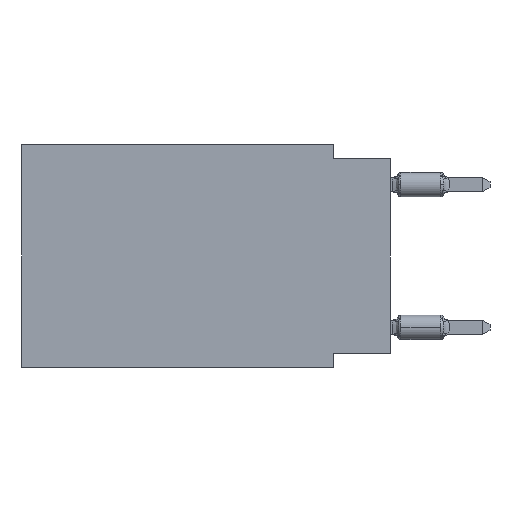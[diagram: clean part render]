
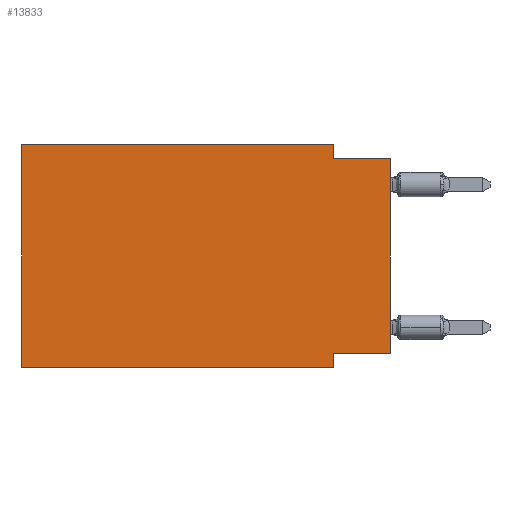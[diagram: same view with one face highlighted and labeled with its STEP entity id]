
A CAD part, left-side view. The second image highlights one B-rep face of the part: STEP entity #13833.
In plain terms, the highlighted planar face has unit normal (-1, 0, 0).
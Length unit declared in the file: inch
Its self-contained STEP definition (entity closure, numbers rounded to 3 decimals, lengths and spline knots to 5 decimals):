
#115 = LINE ( 'NONE', #4610, #6133 ) ;
#778 = CARTESIAN_POINT ( 'NONE',  ( 0., 0.645, -0.39 ) ) ;
#863 = DIRECTION ( 'NONE',  ( 0., -1., 0. ) ) ;
#1139 = VECTOR ( 'NONE', #14257, 39.37008 ) ;
#1421 = CARTESIAN_POINT ( 'NONE',  ( 0., 0.1, -0.39 ) ) ;
#1676 = LINE ( 'NONE', #778, #1139 ) ;
#1728 = CARTESIAN_POINT ( 'NONE',  ( 0., 0., 0. ) ) ;
#2052 = VERTEX_POINT ( 'NONE', #11310 ) ;
#2135 = ORIENTED_EDGE ( 'NONE', *, *, #7028, .F. ) ;
#2347 = VECTOR ( 'NONE', #7377, 39.37008 ) ;
#2430 = DIRECTION ( 'NONE',  ( 0., 0., -1. ) ) ;
#2451 = LINE ( 'NONE', #1421, #2590 ) ;
#2590 = VECTOR ( 'NONE', #12641, 39.37008 ) ;
#3138 = VERTEX_POINT ( 'NONE', #5892 ) ;
#3254 = ORIENTED_EDGE ( 'NONE', *, *, #8306, .T. ) ;
#3330 = VECTOR ( 'NONE', #863, 39.37008 ) ;
#3538 = DIRECTION ( 'NONE',  ( 1., 0., 0. ) ) ;
#3667 = ORIENTED_EDGE ( 'NONE', *, *, #5496, .F. ) ;
#3712 = DIRECTION ( 'NONE',  ( 0., -1., 0. ) ) ;
#3775 = LINE ( 'NONE', #9447, #8203 ) ;
#3835 = LINE ( 'NONE', #7309, #2347 ) ;
#4542 = CARTESIAN_POINT ( 'NONE',  ( 0., 0.1, -0.365 ) ) ;
#4610 = CARTESIAN_POINT ( 'NONE',  ( 0., 0., -0.365 ) ) ;
#4759 = CARTESIAN_POINT ( 'NONE',  ( 0., 0.1, -0.39 ) ) ;
#4865 = ORIENTED_EDGE ( 'NONE', *, *, #9451, .F. ) ;
#4992 = EDGE_CURVE ( 'NONE', #5381, #7818, #115, .T. ) ;
#5121 = VERTEX_POINT ( 'NONE', #4759 ) ;
#5375 = LINE ( 'NONE', #8829, #3330 ) ;
#5381 = VERTEX_POINT ( 'NONE', #10213 ) ;
#5496 = EDGE_CURVE ( 'NONE', #10865, #2052, #9310, .T. ) ;
#5892 = CARTESIAN_POINT ( 'NONE',  ( 0., 0., -0.025 ) ) ;
#6073 = EDGE_CURVE ( 'NONE', #7639, #3138, #5375, .T. ) ;
#6133 = VECTOR ( 'NONE', #8023, 39.37008 ) ;
#6613 = ORIENTED_EDGE ( 'NONE', *, *, #10001, .T. ) ;
#6969 = CARTESIAN_POINT ( 'NONE',  ( 0., 0.645, 0. ) ) ;
#7028 = EDGE_CURVE ( 'NONE', #2052, #7639, #3775, .T. ) ;
#7309 = CARTESIAN_POINT ( 'NONE',  ( 0., 0.645, 0. ) ) ;
#7377 = DIRECTION ( 'NONE',  ( 0., 0., 1. ) ) ;
#7576 = LINE ( 'NONE', #1728, #13887 ) ;
#7639 = VERTEX_POINT ( 'NONE', #12878 ) ;
#7818 = VERTEX_POINT ( 'NONE', #4542 ) ;
#8023 = DIRECTION ( 'NONE',  ( 0., 1., 0. ) ) ;
#8203 = VECTOR ( 'NONE', #2430, 39.37008 ) ;
#8295 = VERTEX_POINT ( 'NONE', #11818 ) ;
#8306 = EDGE_CURVE ( 'NONE', #8295, #5121, #1676, .T. ) ;
#8829 = CARTESIAN_POINT ( 'NONE',  ( 0., 0., -0.025 ) ) ;
#9141 = PLANE ( 'NONE',  #14243 ) ;
#9286 = FACE_OUTER_BOUND ( 'NONE', #11056, .T. ) ;
#9310 = LINE ( 'NONE', #6969, #14275 ) ;
#9447 = CARTESIAN_POINT ( 'NONE',  ( 0., 0.1, 0. ) ) ;
#9451 = EDGE_CURVE ( 'NONE', #8295, #10865, #3835, .T. ) ;
#10001 = EDGE_CURVE ( 'NONE', #5381, #3138, #7576, .T. ) ;
#10213 = CARTESIAN_POINT ( 'NONE',  ( 0., 0., -0.365 ) ) ;
#10627 = ORIENTED_EDGE ( 'NONE', *, *, #6073, .F. ) ;
#10865 = VERTEX_POINT ( 'NONE', #12317 ) ;
#11056 = EDGE_LOOP ( 'NONE', ( #6613, #10627, #2135, #3667, #4865, #3254, #13362, #11319 ) ) ;
#11310 = CARTESIAN_POINT ( 'NONE',  ( 0., 0.1, 0. ) ) ;
#11319 = ORIENTED_EDGE ( 'NONE', *, *, #4992, .F. ) ;
#11666 = CARTESIAN_POINT ( 'NONE',  ( 0., 0.645, 0. ) ) ;
#11808 = EDGE_CURVE ( 'NONE', #7818, #5121, #2451, .T. ) ;
#11818 = CARTESIAN_POINT ( 'NONE',  ( 0., 0.645, -0.39 ) ) ;
#12009 = DIRECTION ( 'NONE',  ( 0., 0., 1. ) ) ;
#12317 = CARTESIAN_POINT ( 'NONE',  ( 0., 0.645, 0. ) ) ;
#12641 = DIRECTION ( 'NONE',  ( 0., 0., -1. ) ) ;
#12878 = CARTESIAN_POINT ( 'NONE',  ( 0., 0.1, -0.025 ) ) ;
#13362 = ORIENTED_EDGE ( 'NONE', *, *, #11808, .F. ) ;
#13772 = DIRECTION ( 'NONE',  ( 0., 0., -1. ) ) ;
#13833 = ADVANCED_FACE ( 'NONE', ( #9286 ), #9141, .F. ) ;
#13887 = VECTOR ( 'NONE', #12009, 39.37008 ) ;
#14243 = AXIS2_PLACEMENT_3D ( 'NONE', #11666, #3538, #13772 ) ;
#14257 = DIRECTION ( 'NONE',  ( 0., -1., 0. ) ) ;
#14275 = VECTOR ( 'NONE', #3712, 39.37008 ) ;
